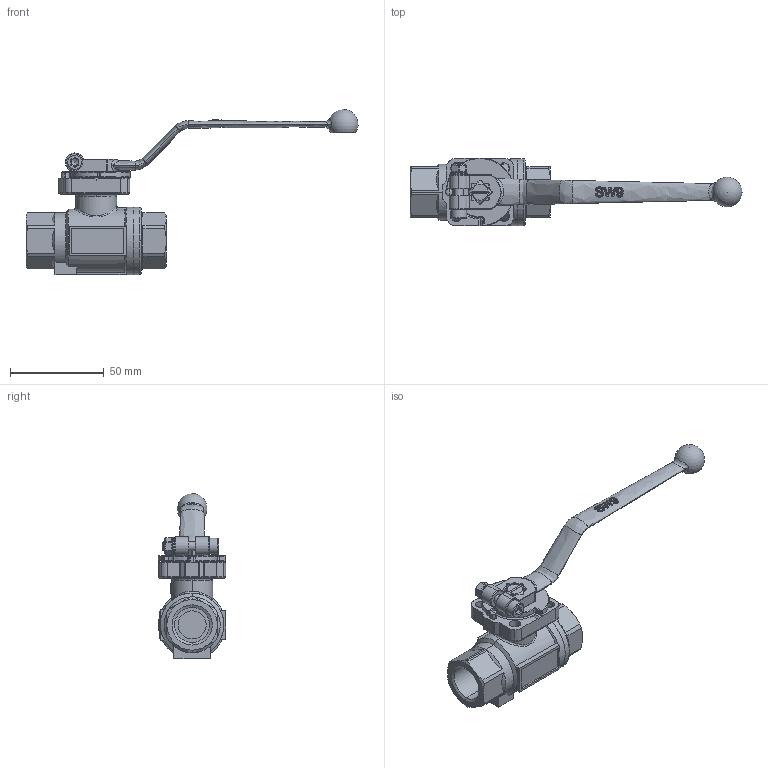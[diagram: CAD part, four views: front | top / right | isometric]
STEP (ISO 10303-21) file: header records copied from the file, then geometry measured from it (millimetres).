
FILE_DESCRIPTION(('HOOPS Exchange Step'),'2;1');
FILE_NAME('GK0601_DN15.stp','2025-02-21T14:48:09+01:00',('nieru'),('Unknown organisation'),'HOOPS Exchange 2024.2','HOOPS Exchange','Unknown authorisation');
FILE_SCHEMA( ('AP203_CONFIGURATION_CONTROLLED_3D_DESIGN_OF_MECHANICAL_PARTS_AND_ASSEMBLIES_MIM_LF') );
Length unit declared in the file: millimetre
Products named in the file (2): 0; root
Assembly tree (1 placements, depth 2):
  root
    0
Bounding box: 177.48 x 36.3 x 88.29 mm (x, y, z)
Volume: 77747.1 mm3; surface area: 25796.2 mm2
Topology: 7 solids, 7 shells, 974 faces, 2430 edges, 1476 vertices
Faces by surface type: bspline 298, plane 259, cylinder 228, torus 107, cone 47, sphere 35
Full cylindrical faces by diameter (mm): 5 x1, 5.5 x2, 8.5 x1, 9.2 x1, 10 x1
Entity records: 54609 total; most frequent: CARTESIAN_POINT 33296, ORIENTED_EDGE 4792, DIRECTION 3777, EDGE_CURVE 2396, AXIS2_PLACEMENT_3D 1486, VERTEX_POINT 1476, EDGE_LOOP 1032, FACE_BOUND 1032
